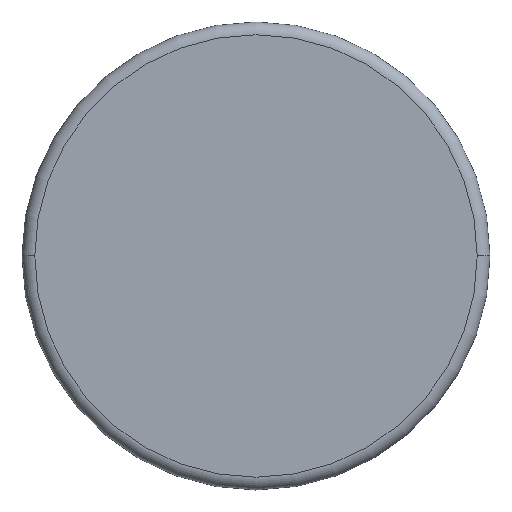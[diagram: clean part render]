
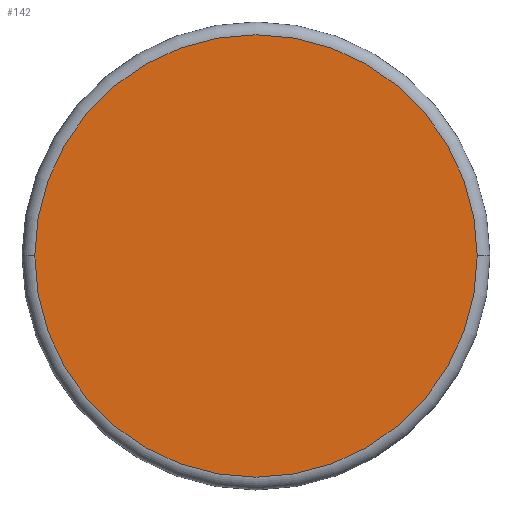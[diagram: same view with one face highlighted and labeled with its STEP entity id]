
A CAD part, top view. The second image highlights one B-rep face of the part: STEP entity #142.
In plain terms, the highlighted planar face has unit normal (0, 0, 1).
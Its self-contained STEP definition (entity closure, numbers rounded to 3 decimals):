
#119=CARTESIAN_POINT('Axis2P3D Location',(0.,0.,1.)) ;
#124=CARTESIAN_POINT('Axis2P3D Location',(0.,0.,1.)) ;
#128=CARTESIAN_POINT('Vertex',(15.6,0.,1.)) ;
#130=CARTESIAN_POINT('Vertex',(-15.6,0.,1.)) ;
#133=CARTESIAN_POINT('Axis2P3D Location',(0.,0.,1.)) ;
#120=DIRECTION('Axis2P3D Direction',(0.,0.,1.)) ;
#121=DIRECTION('Axis2P3D XDirection',(1.,0.,0.)) ;
#125=DIRECTION('Axis2P3D Direction',(0.,0.,1.)) ;
#134=DIRECTION('Axis2P3D Direction',(0.,0.,1.)) ;
#122=AXIS2_PLACEMENT_3D('Plane Axis2P3D',#119,#120,#121) ;
#126=AXIS2_PLACEMENT_3D('Circle Axis2P3D',#124,#125,$) ;
#135=AXIS2_PLACEMENT_3D('Circle Axis2P3D',#133,#134,$) ;
#139=ORIENTED_EDGE('',*,*,#132,.T.) ;
#140=ORIENTED_EDGE('',*,*,#137,.T.) ;
#142=ADVANCED_FACE('Corps principal',(#141),#123,.T.) ;
#127=CIRCLE('generated circle',#126,15.6) ;
#136=CIRCLE('generated circle',#135,15.6) ;
#132=EDGE_CURVE('',#129,#131,#127,.T.) ;
#137=EDGE_CURVE('',#131,#129,#136,.T.) ;
#138=EDGE_LOOP('',(#139,#140)) ;
#141=FACE_OUTER_BOUND('',#138,.T.) ;
#123=PLANE('',#122) ;
#129=VERTEX_POINT('',#128) ;
#131=VERTEX_POINT('',#130) ;
